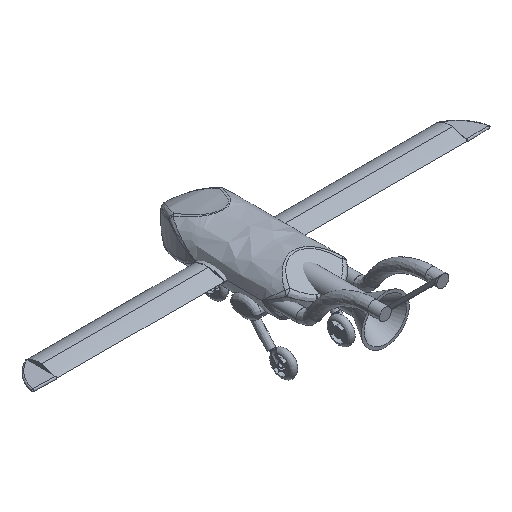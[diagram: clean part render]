
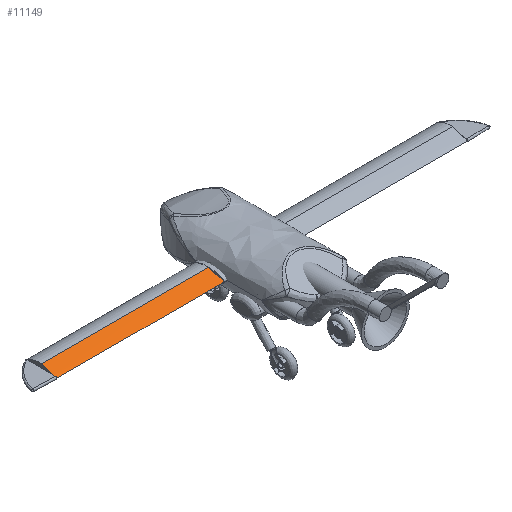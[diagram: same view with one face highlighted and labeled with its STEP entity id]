
A CAD part, isometric view. The second image highlights one B-rep face of the part: STEP entity #11149.
In plain terms, the highlighted free-form (B-spline) face has degree [2, 1] with [3, 2] control points.
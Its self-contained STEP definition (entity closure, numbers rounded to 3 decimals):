
#10350 = VERTEX_POINT('',#10351);
#10351 = CARTESIAN_POINT('',(-91.336,30.268,
    0.));
#10378 = EDGE_CURVE('',#10350,#10379,#10381,.T.);
#10379 = VERTEX_POINT('',#10380);
#10380 = CARTESIAN_POINT('',(-91.336,31.653,
    0.531));
#10381 = ( BOUNDED_CURVE() B_SPLINE_CURVE(2,(#10382,#10383,#10384),
.UNSPECIFIED.,.F.,.F.) B_SPLINE_CURVE_WITH_KNOTS((3,3),(0.,
0.035),.PIECEWISE_BEZIER_KNOTS.) CURVE() 
GEOMETRIC_REPRESENTATION_ITEM() RATIONAL_B_SPLINE_CURVE((1.,
1.,1.)) REPRESENTATION_ITEM('') );
#10382 = CARTESIAN_POINT('',(-91.336,30.268,
    0.));
#10383 = CARTESIAN_POINT('',(-91.336,30.956,
    0.278));
#10384 = CARTESIAN_POINT('',(-91.336,31.653,
    0.531));
#10629 = EDGE_CURVE('',#10379,#10630,#10632,.T.);
#10630 = VERTEX_POINT('',#10631);
#10631 = CARTESIAN_POINT('',(-91.336,37.172,
    2.124));
#10632 = ( BOUNDED_CURVE() B_SPLINE_CURVE(2,(#10633,#10634,#10635),
.UNSPECIFIED.,.F.,.F.) B_SPLINE_CURVE_WITH_KNOTS((3,3),(0.035
,0.17),.PIECEWISE_BEZIER_KNOTS.) CURVE() 
GEOMETRIC_REPRESENTATION_ITEM() RATIONAL_B_SPLINE_CURVE((1.,
0.998,1.)) REPRESENTATION_ITEM('') );
#10633 = CARTESIAN_POINT('',(-91.336,31.653,
    0.531));
#10634 = CARTESIAN_POINT('',(-91.336,34.358,
    1.515));
#10635 = CARTESIAN_POINT('',(-91.336,37.172,
    2.124));
#11149 = ADVANCED_FACE('',(#11150),#11174,.T.);
#11150 = FACE_BOUND('',#11151,.T.);
#11151 = EDGE_LOOP('',(#11152,#11162,#11167,#11168,#11169));
#11152 = ORIENTED_EDGE('',*,*,#11153,.F.);
#11153 = EDGE_CURVE('',#11154,#11156,#11158,.T.);
#11154 = VERTEX_POINT('',#11155);
#11155 = CARTESIAN_POINT('',(-16.993,37.172,
    2.124));
#11156 = VERTEX_POINT('',#11157);
#11157 = CARTESIAN_POINT('',(-16.993,30.268,
    0.));
#11158 = ( BOUNDED_CURVE() B_SPLINE_CURVE(2,(#11159,#11160,#11161),
.UNSPECIFIED.,.F.,.F.) B_SPLINE_CURVE_WITH_KNOTS((3,3),(6.113,
6.283),.PIECEWISE_BEZIER_KNOTS.) CURVE() 
GEOMETRIC_REPRESENTATION_ITEM() RATIONAL_B_SPLINE_CURVE((1.,
0.996,1.)) REPRESENTATION_ITEM('') );
#11159 = CARTESIAN_POINT('',(-16.993,37.172,
    2.124));
#11160 = CARTESIAN_POINT('',(-16.993,33.629,
    1.357));
#11161 = CARTESIAN_POINT('',(-16.993,30.268,
    0.));
#11162 = ORIENTED_EDGE('',*,*,#11163,.T.);
#11163 = EDGE_CURVE('',#11154,#10630,#11164,.T.);
#11164 = B_SPLINE_CURVE_WITH_KNOTS('',1,(#11165,#11166),.UNSPECIFIED.,
  .F.,.F.,(2,2),(0.,70.),.PIECEWISE_BEZIER_KNOTS.);
#11165 = CARTESIAN_POINT('',(-16.993,37.172,
    2.124));
#11166 = CARTESIAN_POINT('',(-91.336,37.172,
    2.124));
#11167 = ORIENTED_EDGE('',*,*,#10629,.F.);
#11168 = ORIENTED_EDGE('',*,*,#10378,.F.);
#11169 = ORIENTED_EDGE('',*,*,#11170,.F.);
#11170 = EDGE_CURVE('',#11156,#10350,#11171,.T.);
#11171 = B_SPLINE_CURVE_WITH_KNOTS('',1,(#11172,#11173),.UNSPECIFIED.,
  .F.,.F.,(2,2),(0.,70.),.PIECEWISE_BEZIER_KNOTS.);
#11172 = CARTESIAN_POINT('',(-16.993,30.268,
    0.));
#11173 = CARTESIAN_POINT('',(-91.336,30.268,
    0.));
#11174 = ( BOUNDED_SURFACE() B_SPLINE_SURFACE(2,1,(
    (#11175,#11176)
    ,(#11177,#11178)
    ,(#11179,#11180
)),.UNSPECIFIED.,.F.,.F.,.F.) B_SPLINE_SURFACE_WITH_KNOTS((3,3),(2,2),(
    0.,0.17),(0.,70.),.PIECEWISE_BEZIER_KNOTS.) 
GEOMETRIC_REPRESENTATION_ITEM() RATIONAL_B_SPLINE_SURFACE((
    (1.,1.)
    ,(0.996,0.996)
,(1.,1.))) REPRESENTATION_ITEM('') SURFACE() );
#11175 = CARTESIAN_POINT('',(-16.993,30.268,
    0.));
#11176 = CARTESIAN_POINT('',(-91.336,30.268,
    0.));
#11177 = CARTESIAN_POINT('',(-16.993,33.629,
    1.357));
#11178 = CARTESIAN_POINT('',(-91.336,33.629,
    1.357));
#11179 = CARTESIAN_POINT('',(-16.993,37.172,
    2.124));
#11180 = CARTESIAN_POINT('',(-91.336,37.172,
    2.124));
